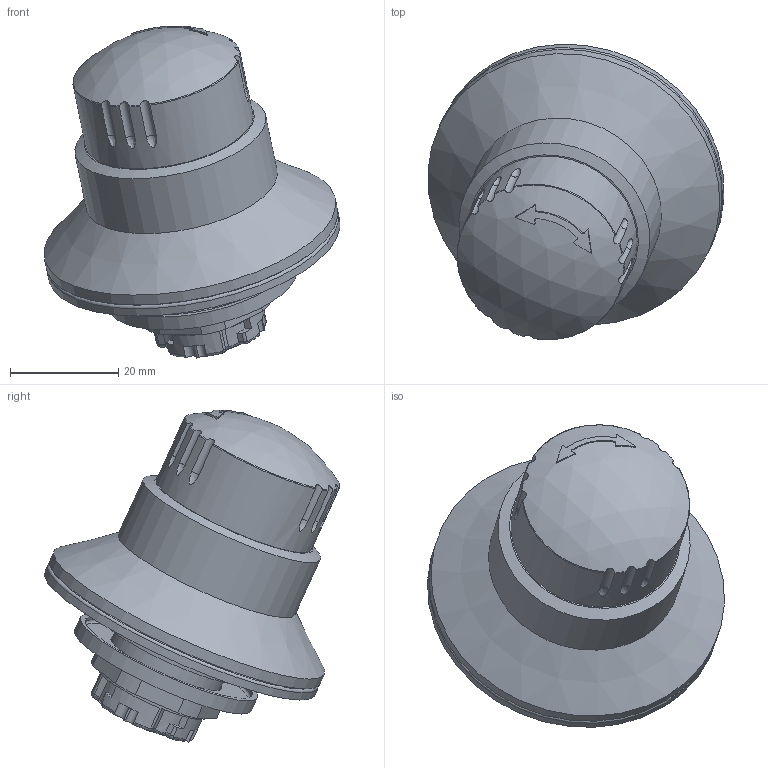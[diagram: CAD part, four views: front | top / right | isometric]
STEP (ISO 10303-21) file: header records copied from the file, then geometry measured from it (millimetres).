
FILE_DESCRIPTION(/* description */ (''),/* implementation_level */ '2;1');
FILE_NAME(/* name */ 'KRBUV.stp',/* time_stamp */ '2017-08-28T07:30:41+02:00',/* author */ ('mharscher'),/* organization */ (''),/* preprocessor_version */ 'ST-DEVELOPER v16.1',/* originating_system */ 'Autodesk Inventor 2016',/* authorisation */ '');
FILE_SCHEMA (('AUTOMOTIVE_DESIGN { 1 0 10303 214 3 1 1 }'));
Length unit declared in the file: centimetre
Products named in the file (1): KRBUV
Bounding box: 54.77 x 54.73 x 61.44 mm (x, y, z)
Volume: 56845.3 mm3; surface area: 12338.3 mm2
Topology: 1 solids, 1 shells, 180 faces, 466 edges, 301 vertices
Faces by surface type: cylinder 79, plane 50, torus 30, bspline 17, sphere 2, cone 2
Full cylindrical faces by diameter (mm): 22 x2, 22.6 x1, 31.5 x1, 34 x1, 36 x2, 36.8 x1, 52 x1, 55 x2
Entity records: 6597 total; most frequent: CARTESIAN_POINT 2369, ORIENTED_EDGE 888, DIRECTION 856, EDGE_CURVE 444, AXIS2_PLACEMENT_3D 352, VERTEX_POINT 295, EDGE_LOOP 209, CIRCLE 188
